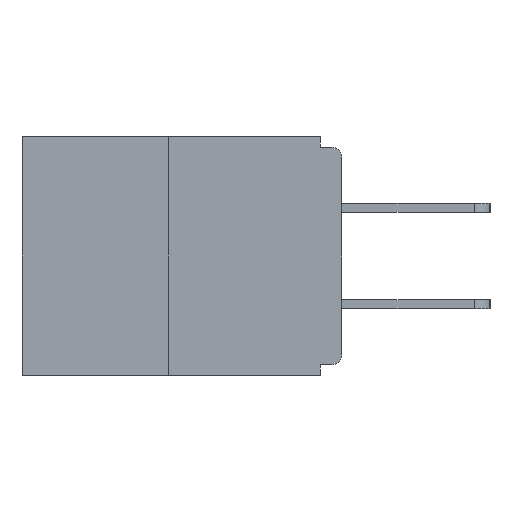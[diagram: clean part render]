
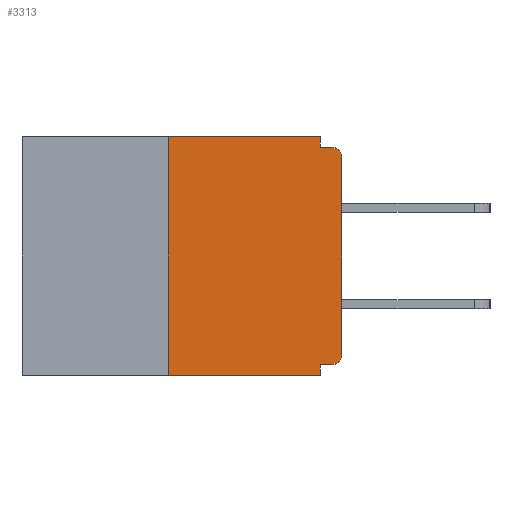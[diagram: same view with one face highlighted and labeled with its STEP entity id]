
A CAD part, left-side view. The second image highlights one B-rep face of the part: STEP entity #3313.
In plain terms, the highlighted planar face has unit normal (-1, 0, 0).
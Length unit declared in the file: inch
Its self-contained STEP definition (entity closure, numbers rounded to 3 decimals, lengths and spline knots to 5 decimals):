
#281 = AXIS2_PLACEMENT_3D ( 'NONE', #11251, #5854, #5896 ) ;
#410 = DIRECTION ( 'NONE',  ( -1., 0., 0. ) ) ;
#492 = DIRECTION ( 'NONE',  ( 0., 1., 0. ) ) ;
#555 = LINE ( 'NONE', #3521, #4992 ) ;
#746 = ORIENTED_EDGE ( 'NONE', *, *, #8398, .F. ) ;
#925 = VECTOR ( 'NONE', #1047, 39.37008 ) ;
#983 = EDGE_CURVE ( 'NONE', #1452, #6186, #3326, .T. ) ;
#1047 = DIRECTION ( 'NONE',  ( 0., -1., 0. ) ) ;
#1132 = CARTESIAN_POINT ( 'NONE',  ( 0., 0., 0. ) ) ;
#1241 = VERTEX_POINT ( 'NONE', #4530 ) ;
#1428 = CARTESIAN_POINT ( 'NONE',  ( 0., 0.25, 0. ) ) ;
#1452 = VERTEX_POINT ( 'NONE', #4825 ) ;
#1534 = DIRECTION ( 'NONE',  ( 0., 0., -1. ) ) ;
#1697 = EDGE_CURVE ( 'NONE', #1916, #9000, #7154, .T. ) ;
#1818 = ORIENTED_EDGE ( 'NONE', *, *, #4641, .T. ) ;
#1882 = VECTOR ( 'NONE', #1534, 39.37008 ) ;
#1916 = VERTEX_POINT ( 'NONE', #8504 ) ;
#2023 = CARTESIAN_POINT ( 'NONE',  ( 0., 0.031, -0.343 ) ) ;
#2218 = EDGE_LOOP ( 'NONE', ( #3231, #3262, #9358, #746, #4342, #4440, #2275, #1818, #7230, #6450 ) ) ;
#2275 = ORIENTED_EDGE ( 'NONE', *, *, #983, .T. ) ;
#2322 = EDGE_CURVE ( 'NONE', #1241, #1916, #3064, .T. ) ;
#2339 = VECTOR ( 'NONE', #5737, 39.37008 ) ;
#2369 = DIRECTION ( 'NONE',  ( 0., 0., 1. ) ) ;
#2820 = CIRCLE ( 'NONE', #10102, 0.015 ) ;
#3020 = EDGE_CURVE ( 'NONE', #3411, #3553, #8010, .T. ) ;
#3064 = LINE ( 'NONE', #5769, #925 ) ;
#3096 = CARTESIAN_POINT ( 'NONE',  ( 0., 0.031, -0.015 ) ) ;
#3231 = ORIENTED_EDGE ( 'NONE', *, *, #2322, .F. ) ;
#3262 = ORIENTED_EDGE ( 'NONE', *, *, #9053, .F. ) ;
#3291 = VECTOR ( 'NONE', #492, 39.37008 ) ;
#3313 = ADVANCED_FACE ( 'NONE', ( #4619 ), #9230, .F. ) ;
#3326 = LINE ( 'NONE', #1132, #2339 ) ;
#3411 = VERTEX_POINT ( 'NONE', #6039 ) ;
#3521 = CARTESIAN_POINT ( 'NONE',  ( 0., 0., -0.015 ) ) ;
#3523 = CARTESIAN_POINT ( 'NONE',  ( 0., 0.015, -0.03 ) ) ;
#3544 = VERTEX_POINT ( 'NONE', #11624 ) ;
#3553 = VERTEX_POINT ( 'NONE', #7114 ) ;
#3646 = CARTESIAN_POINT ( 'NONE',  ( 0., 0., -0.03 ) ) ;
#4342 = ORIENTED_EDGE ( 'NONE', *, *, #4473, .F. ) ;
#4440 = ORIENTED_EDGE ( 'NONE', *, *, #5395, .T. ) ;
#4456 = DIRECTION ( 'NONE',  ( -1., 0., 0. ) ) ;
#4473 = EDGE_CURVE ( 'NONE', #11479, #5956, #11079, .T. ) ;
#4475 = AXIS2_PLACEMENT_3D ( 'NONE', #3523, #4456, #7050 ) ;
#4530 = CARTESIAN_POINT ( 'NONE',  ( 0., 0.25, 0. ) ) ;
#4619 = FACE_OUTER_BOUND ( 'NONE', #2218, .T. ) ;
#4641 = EDGE_CURVE ( 'NONE', #6186, #3544, #5165, .T. ) ;
#4825 = CARTESIAN_POINT ( 'NONE',  ( 0., 0., -0.313 ) ) ;
#4829 = DIRECTION ( 'NONE',  ( 0., 0., -1. ) ) ;
#4975 = VECTOR ( 'NONE', #2369, 39.37008 ) ;
#4992 = VECTOR ( 'NONE', #5467, 39.37008 ) ;
#5165 = CIRCLE ( 'NONE', #4475, 0.015 ) ;
#5395 = EDGE_CURVE ( 'NONE', #11479, #1452, #2820, .T. ) ;
#5467 = DIRECTION ( 'NONE',  ( 0., -1., 0. ) ) ;
#5737 = DIRECTION ( 'NONE',  ( 0., 0., 1. ) ) ;
#5769 = CARTESIAN_POINT ( 'NONE',  ( 0., 0.46, 0. ) ) ;
#5854 = DIRECTION ( 'NONE',  ( 1., 0., 0. ) ) ;
#5896 = DIRECTION ( 'NONE',  ( 0., 0., -1. ) ) ;
#5956 = VERTEX_POINT ( 'NONE', #10613 ) ;
#6039 = CARTESIAN_POINT ( 'NONE',  ( 0., 0.25, -0.343 ) ) ;
#6125 = EDGE_CURVE ( 'NONE', #9000, #3544, #555, .T. ) ;
#6186 = VERTEX_POINT ( 'NONE', #3646 ) ;
#6346 = LINE ( 'NONE', #2023, #9297 ) ;
#6450 = ORIENTED_EDGE ( 'NONE', *, *, #1697, .F. ) ;
#6828 = LINE ( 'NONE', #1428, #4975 ) ;
#6833 = CARTESIAN_POINT ( 'NONE',  ( 0., 0.015, -0.313 ) ) ;
#7050 = DIRECTION ( 'NONE',  ( 0., 0., -1. ) ) ;
#7114 = CARTESIAN_POINT ( 'NONE',  ( 0., 0.031, -0.343 ) ) ;
#7154 = LINE ( 'NONE', #7941, #1882 ) ;
#7230 = ORIENTED_EDGE ( 'NONE', *, *, #6125, .F. ) ;
#7518 = CARTESIAN_POINT ( 'NONE',  ( 0., 0.015, -0.328 ) ) ;
#7683 = DIRECTION ( 'NONE',  ( 0., 0., -1. ) ) ;
#7941 = CARTESIAN_POINT ( 'NONE',  ( 0., 0.031, 0. ) ) ;
#8010 = LINE ( 'NONE', #8161, #11268 ) ;
#8161 = CARTESIAN_POINT ( 'NONE',  ( 0., 0.46, -0.343 ) ) ;
#8398 = EDGE_CURVE ( 'NONE', #5956, #3553, #6346, .T. ) ;
#8504 = CARTESIAN_POINT ( 'NONE',  ( 0., 0.031, 0. ) ) ;
#9000 = VERTEX_POINT ( 'NONE', #3096 ) ;
#9053 = EDGE_CURVE ( 'NONE', #3411, #1241, #6828, .T. ) ;
#9230 = PLANE ( 'NONE',  #281 ) ;
#9297 = VECTOR ( 'NONE', #4829, 39.37008 ) ;
#9358 = ORIENTED_EDGE ( 'NONE', *, *, #3020, .T. ) ;
#10102 = AXIS2_PLACEMENT_3D ( 'NONE', #6833, #410, #7683 ) ;
#10440 = CARTESIAN_POINT ( 'NONE',  ( 0., 0., -0.328 ) ) ;
#10613 = CARTESIAN_POINT ( 'NONE',  ( 0., 0.031, -0.328 ) ) ;
#10829 = DIRECTION ( 'NONE',  ( 0., -1., 0. ) ) ;
#11079 = LINE ( 'NONE', #10440, #3291 ) ;
#11251 = CARTESIAN_POINT ( 'NONE',  ( 0., 0.46, 0. ) ) ;
#11268 = VECTOR ( 'NONE', #10829, 39.37008 ) ;
#11479 = VERTEX_POINT ( 'NONE', #7518 ) ;
#11624 = CARTESIAN_POINT ( 'NONE',  ( 0., 0.015, -0.015 ) ) ;
